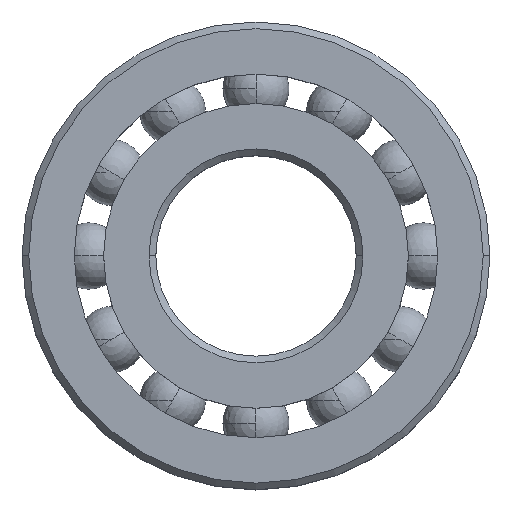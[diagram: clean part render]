
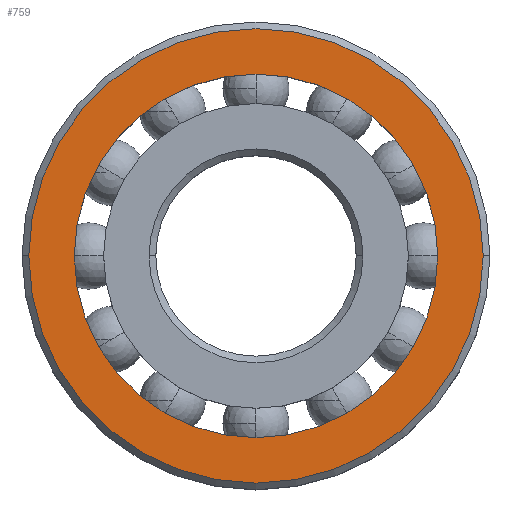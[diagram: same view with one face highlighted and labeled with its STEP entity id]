
A CAD part, top view. The second image highlights one B-rep face of the part: STEP entity #759.
In plain terms, the highlighted planar face has unit normal (0, 0, 1).
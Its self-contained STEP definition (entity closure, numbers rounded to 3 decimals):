
#107=FACE_BOUND('',#207,.T.);
#111=PLANE('',#868);
#141=FACE_OUTER_BOUND('',#206,.T.);
#206=EDGE_LOOP('',(#590,#591));
#207=EDGE_LOOP('',(#592,#593));
#301=CIRCLE('',#839,10.879);
#309=CIRCLE('',#852,13.6);
#310=CIRCLE('',#854,13.6);
#317=CIRCLE('',#867,10.879);
#380=VERTEX_POINT('',#1290);
#381=VERTEX_POINT('',#1292);
#392=VERTEX_POINT('',#1323);
#393=VERTEX_POINT('',#1324);
#442=EDGE_CURVE('',#380,#381,#301,.T.);
#457=EDGE_CURVE('',#392,#393,#309,.T.);
#460=EDGE_CURVE('',#393,#392,#310,.T.);
#467=EDGE_CURVE('',#381,#380,#317,.T.);
#590=ORIENTED_EDGE('',*,*,#460,.T.);
#591=ORIENTED_EDGE('',*,*,#457,.T.);
#592=ORIENTED_EDGE('',*,*,#467,.F.);
#593=ORIENTED_EDGE('',*,*,#442,.F.);
#759=ADVANCED_FACE('',(#141,#107),#111,.F.);
#839=AXIS2_PLACEMENT_3D('',#1293,#986,#987);
#852=AXIS2_PLACEMENT_3D('',#1325,#1019,#1020);
#854=AXIS2_PLACEMENT_3D('',#1329,#1025,#1026);
#867=AXIS2_PLACEMENT_3D('',#1342,#1051,#1052);
#868=AXIS2_PLACEMENT_3D('',#1343,#1053,#1054);
#986=DIRECTION('center_axis',(0.,0.,1.));
#987=DIRECTION('ref_axis',(1.,0.,0.));
#1019=DIRECTION('center_axis',(0.,0.,1.));
#1020=DIRECTION('ref_axis',(1.,0.,0.));
#1025=DIRECTION('center_axis',(0.,0.,1.));
#1026=DIRECTION('ref_axis',(1.,0.,0.));
#1051=DIRECTION('center_axis',(0.,0.,1.));
#1052=DIRECTION('ref_axis',(1.,0.,0.));
#1053=DIRECTION('center_axis',(0.,0.,-1.));
#1054=DIRECTION('ref_axis',(-1.,0.,0.));
#1290=CARTESIAN_POINT('',(-10.879,0.,4.));
#1292=CARTESIAN_POINT('',(10.879,0.,4.));
#1293=CARTESIAN_POINT('Origin',(0.,0.,4.));
#1323=CARTESIAN_POINT('',(13.6,0.,4.));
#1324=CARTESIAN_POINT('',(-13.6,0.,4.));
#1325=CARTESIAN_POINT('Origin',(0.,0.,4.));
#1329=CARTESIAN_POINT('Origin',(0.,0.,4.));
#1342=CARTESIAN_POINT('Origin',(0.,0.,4.));
#1343=CARTESIAN_POINT('Origin',(0.,13.6,4.));
